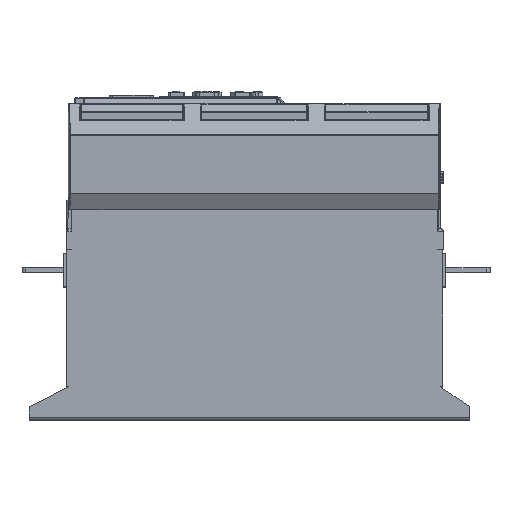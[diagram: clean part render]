
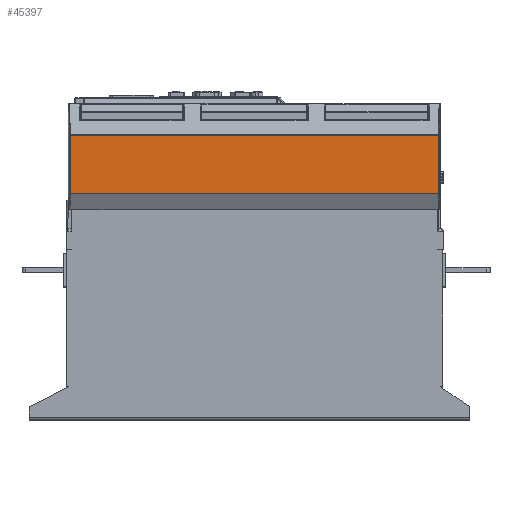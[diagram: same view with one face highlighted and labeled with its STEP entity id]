
A CAD part, top view. The second image highlights one B-rep face of the part: STEP entity #45397.
In plain terms, the highlighted planar face has unit normal (0, 0, 1).
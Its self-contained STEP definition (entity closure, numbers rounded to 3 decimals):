
#7751 = DIRECTION ( 'NONE',  ( 0., -1., 0. ) ) ;
#8865 = VECTOR ( 'NONE', #88247, 1000. ) ;
#10292 = ORIENTED_EDGE ( 'NONE', *, *, #43459, .F. ) ;
#11973 = DIRECTION ( 'NONE',  ( 0., 0., 1. ) ) ;
#12959 = CARTESIAN_POINT ( 'NONE',  ( 27.2, 150.294, 11.1 ) ) ;
#13644 = LINE ( 'NONE', #99552, #59642 ) ;
#19101 = DIRECTION ( 'NONE',  ( 1., 0., 0. ) ) ;
#20078 = DIRECTION ( 'NONE',  ( -1., 0., 0. ) ) ;
#24831 = CARTESIAN_POINT ( 'NONE',  ( 271.498, 150.294, 11.1 ) ) ;
#30122 = CARTESIAN_POINT ( 'NONE',  ( 271.498, 188.974, 11.1 ) ) ;
#32426 = CARTESIAN_POINT ( 'NONE',  ( 271.498, 150.294, 11.1 ) ) ;
#34846 = CARTESIAN_POINT ( 'NONE',  ( 272.749, 189.108, 11.1 ) ) ;
#37090 = ORIENTED_EDGE ( 'NONE', *, *, #100530, .F. ) ;
#40221 = VECTOR ( 'NONE', #20078, 1000. ) ;
#42581 = VERTEX_POINT ( 'NONE', #42727 ) ;
#42727 = CARTESIAN_POINT ( 'NONE',  ( 27.2, 150.294, 11.1 ) ) ;
#43459 = EDGE_CURVE ( 'NONE', #83336, #93076, #69766, .T. ) ;
#43491 = AXIS2_PLACEMENT_3D ( 'NONE', #34846, #11973, #19101 ) ;
#45397 = ADVANCED_FACE ( 'NONE', ( #73512 ), #64844, .T. ) ;
#46113 = DIRECTION ( 'NONE',  ( -1., 0., 0. ) ) ;
#47446 = CARTESIAN_POINT ( 'NONE',  ( 27.2, 188.974, 11.1 ) ) ;
#48108 = ORIENTED_EDGE ( 'NONE', *, *, #78129, .T. ) ;
#51586 = LINE ( 'NONE', #12959, #8865 ) ;
#54723 = VECTOR ( 'NONE', #7751, 1000. ) ;
#55614 = ORIENTED_EDGE ( 'NONE', *, *, #83794, .F. ) ;
#59642 = VECTOR ( 'NONE', #46113, 1000. ) ;
#64844 = PLANE ( 'NONE',  #43491 ) ;
#69766 = LINE ( 'NONE', #30122, #54723 ) ;
#73512 = FACE_OUTER_BOUND ( 'NONE', #89619, .T. ) ;
#78129 = EDGE_CURVE ( 'NONE', #83336, #83190, #13644, .T. ) ;
#83190 = VERTEX_POINT ( 'NONE', #47446 ) ;
#83336 = VERTEX_POINT ( 'NONE', #89638 ) ;
#83794 = EDGE_CURVE ( 'NONE', #93076, #42581, #89718, .T. ) ;
#88247 = DIRECTION ( 'NONE',  ( 0., 1., 0. ) ) ;
#89619 = EDGE_LOOP ( 'NONE', ( #10292, #48108, #37090, #55614 ) ) ;
#89638 = CARTESIAN_POINT ( 'NONE',  ( 271.498, 188.974, 11.1 ) ) ;
#89718 = LINE ( 'NONE', #24831, #40221 ) ;
#93076 = VERTEX_POINT ( 'NONE', #32426 ) ;
#99552 = CARTESIAN_POINT ( 'NONE',  ( 271.498, 188.974, 11.1 ) ) ;
#100530 = EDGE_CURVE ( 'NONE', #42581, #83190, #51586, .T. ) ;
